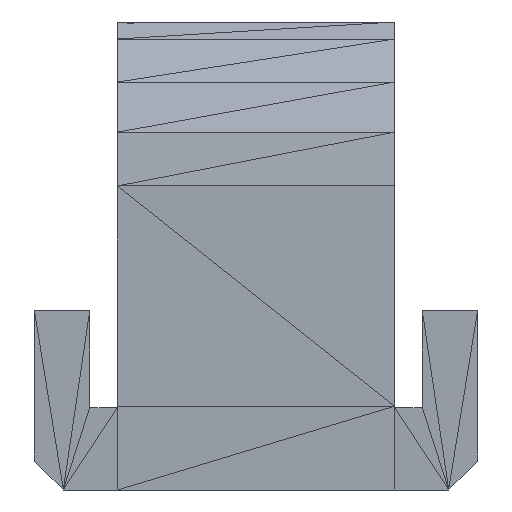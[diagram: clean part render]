
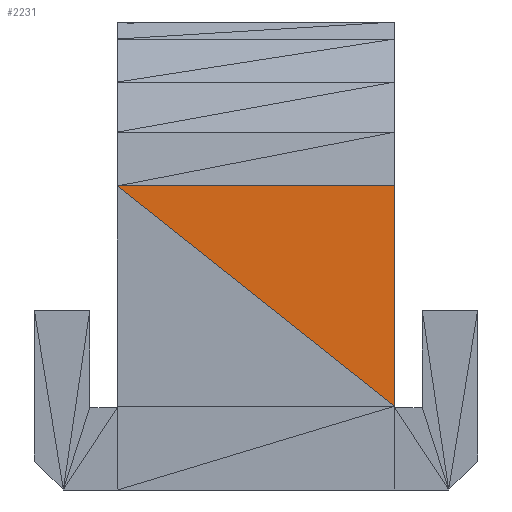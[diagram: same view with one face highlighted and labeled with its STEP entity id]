
A CAD part, left-side view. The second image highlights one B-rep face of the part: STEP entity #2231.
In plain terms, the highlighted planar face has unit normal (-1, 0, 0).
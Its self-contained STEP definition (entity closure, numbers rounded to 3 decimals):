
#2231 = ADVANCED_FACE('',(#2232),#2246,.F.);
#2232 = FACE_BOUND('',#2233,.T.);
#2233 = EDGE_LOOP('',(#2234,#2268,#2295));
#2234 = ORIENTED_EDGE('',*,*,#2235,.T.);
#2235 = EDGE_CURVE('',#2236,#2238,#2240,.T.);
#2236 = VERTEX_POINT('',#2237);
#2237 = CARTESIAN_POINT('',(-7.5,-5.,3.));
#2238 = VERTEX_POINT('',#2239);
#2239 = CARTESIAN_POINT('',(-7.5,-5.,10.95));
#2240 = SURFACE_CURVE('',#2241,(#2245,#2257),.PCURVE_S1.);
#2241 = LINE('',#2242,#2243);
#2242 = CARTESIAN_POINT('',(-7.5,-5.,3.));
#2243 = VECTOR('',#2244,1.);
#2244 = DIRECTION('',(0.,0.,1.));
#2245 = PCURVE('',#2246,#2251);
#2246 = PLANE('',#2247);
#2247 = AXIS2_PLACEMENT_3D('',#2248,#2249,#2250);
#2248 = CARTESIAN_POINT('',(-7.5,-5.,3.));
#2249 = DIRECTION('',(1.,0.,0.));
#2250 = DIRECTION('',(0.,0.,1.));
#2251 = DEFINITIONAL_REPRESENTATION('',(#2252),#2256);
#2252 = LINE('',#2253,#2254);
#2253 = CARTESIAN_POINT('',(0.,0.));
#2254 = VECTOR('',#2255,1.);
#2255 = DIRECTION('',(1.,0.));
#2256 = ( GEOMETRIC_REPRESENTATION_CONTEXT(2) 
PARAMETRIC_REPRESENTATION_CONTEXT() REPRESENTATION_CONTEXT('2D SPACE',''
  ) );
#2257 = PCURVE('',#2258,#2263);
#2258 = PLANE('',#2259);
#2259 = AXIS2_PLACEMENT_3D('',#2260,#2261,#2262);
#2260 = CARTESIAN_POINT('',(-7.5,-5.,10.95));
#2261 = DIRECTION('',(0.,1.,0.));
#2262 = DIRECTION('',(0.,0.,1.));
#2263 = DEFINITIONAL_REPRESENTATION('',(#2264),#2267);
#2264 = B_SPLINE_CURVE_WITH_KNOTS('',1,(#2265,#2266),.UNSPECIFIED.,.F.,
  .F.,(2,2),(0.,7.95),.PIECEWISE_BEZIER_KNOTS.);
#2265 = CARTESIAN_POINT('',(-7.95,0.));
#2266 = CARTESIAN_POINT('',(0.,0.));
#2267 = ( GEOMETRIC_REPRESENTATION_CONTEXT(2) 
PARAMETRIC_REPRESENTATION_CONTEXT() REPRESENTATION_CONTEXT('2D SPACE',''
  ) );
#2268 = ORIENTED_EDGE('',*,*,#2269,.T.);
#2269 = EDGE_CURVE('',#2238,#2270,#2272,.T.);
#2270 = VERTEX_POINT('',#2271);
#2271 = CARTESIAN_POINT('',(-7.5,5.,10.95));
#2272 = SURFACE_CURVE('',#2273,(#2277,#2284),.PCURVE_S1.);
#2273 = LINE('',#2274,#2275);
#2274 = CARTESIAN_POINT('',(-7.5,-5.,10.95));
#2275 = VECTOR('',#2276,1.);
#2276 = DIRECTION('',(0.,1.,0.));
#2277 = PCURVE('',#2246,#2278);
#2278 = DEFINITIONAL_REPRESENTATION('',(#2279),#2283);
#2279 = LINE('',#2280,#2281);
#2280 = CARTESIAN_POINT('',(7.95,0.));
#2281 = VECTOR('',#2282,1.);
#2282 = DIRECTION('',(0.,-1.));
#2283 = ( GEOMETRIC_REPRESENTATION_CONTEXT(2) 
PARAMETRIC_REPRESENTATION_CONTEXT() REPRESENTATION_CONTEXT('2D SPACE',''
  ) );
#2284 = PCURVE('',#2285,#2290);
#2285 = PLANE('',#2286);
#2286 = AXIS2_PLACEMENT_3D('',#2287,#2288,#2289);
#2287 = CARTESIAN_POINT('',(-7.43,-0.442,
    11.482));
#2288 = DIRECTION('',(0.991,0.,-0.131
    ));
#2289 = DIRECTION('',(0.131,0.,0.991));
#2290 = DEFINITIONAL_REPRESENTATION('',(#2291),#2294);
#2291 = B_SPLINE_CURVE_WITH_KNOTS('',1,(#2292,#2293),.UNSPECIFIED.,.F.,
  .F.,(2,2),(0.,10.),.PIECEWISE_BEZIER_KNOTS.);
#2292 = CARTESIAN_POINT('',(-0.537,4.558));
#2293 = CARTESIAN_POINT('',(-0.537,-5.442));
#2294 = ( GEOMETRIC_REPRESENTATION_CONTEXT(2) 
PARAMETRIC_REPRESENTATION_CONTEXT() REPRESENTATION_CONTEXT('2D SPACE',''
  ) );
#2295 = ORIENTED_EDGE('',*,*,#2296,.T.);
#2296 = EDGE_CURVE('',#2270,#2236,#2297,.T.);
#2297 = SURFACE_CURVE('',#2298,(#2302,#2309),.PCURVE_S1.);
#2298 = LINE('',#2299,#2300);
#2299 = CARTESIAN_POINT('',(-7.5,5.,10.95));
#2300 = VECTOR('',#2301,1.);
#2301 = DIRECTION('',(0.,-0.783,-0.622));
#2302 = PCURVE('',#2246,#2303);
#2303 = DEFINITIONAL_REPRESENTATION('',(#2304),#2308);
#2304 = LINE('',#2305,#2306);
#2305 = CARTESIAN_POINT('',(7.95,-10.));
#2306 = VECTOR('',#2307,1.);
#2307 = DIRECTION('',(-0.622,0.783));
#2308 = ( GEOMETRIC_REPRESENTATION_CONTEXT(2) 
PARAMETRIC_REPRESENTATION_CONTEXT() REPRESENTATION_CONTEXT('2D SPACE',''
  ) );
#2309 = PCURVE('',#2310,#2315);
#2310 = PLANE('',#2311);
#2311 = AXIS2_PLACEMENT_3D('',#2312,#2313,#2314);
#2312 = CARTESIAN_POINT('',(-7.5,-5.,3.));
#2313 = DIRECTION('',(1.,0.,0.));
#2314 = DIRECTION('',(0.,0.,1.));
#2315 = DEFINITIONAL_REPRESENTATION('',(#2316),#2319);
#2316 = B_SPLINE_CURVE_WITH_KNOTS('',1,(#2317,#2318),.UNSPECIFIED.,.F.,
  .F.,(2,2),(0.,12.775),.PIECEWISE_BEZIER_KNOTS.);
#2317 = CARTESIAN_POINT('',(7.95,-10.));
#2318 = CARTESIAN_POINT('',(0.,0.));
#2319 = ( GEOMETRIC_REPRESENTATION_CONTEXT(2) 
PARAMETRIC_REPRESENTATION_CONTEXT() REPRESENTATION_CONTEXT('2D SPACE',''
  ) );
